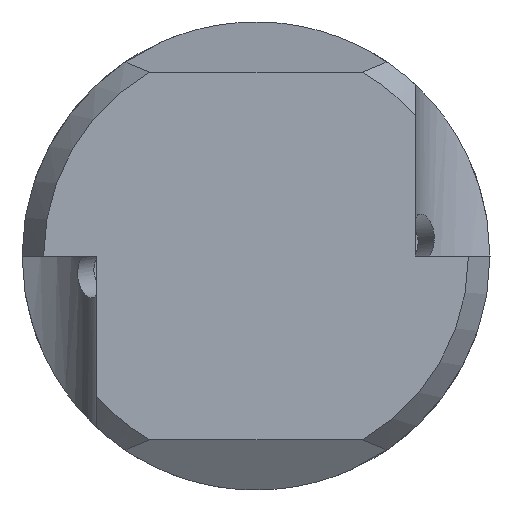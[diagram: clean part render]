
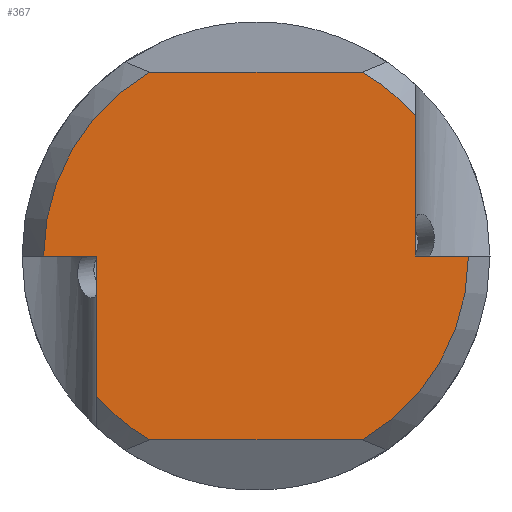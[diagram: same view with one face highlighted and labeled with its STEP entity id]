
A CAD part, left-side view. The second image highlights one B-rep face of the part: STEP entity #367.
In plain terms, the highlighted planar face has unit normal (-1, 0, 0).
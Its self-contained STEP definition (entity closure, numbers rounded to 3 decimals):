
#347=PLANE('',#778);
#367=ADVANCED_FACE('',(#408),#347,.F.);
#408=FACE_OUTER_BOUND('',#424,.T.);
#424=EDGE_LOOP('',(#535,#536,#537,#538,#539,#540,#541,#542,#543,#544));
#467=LINE('',#1041,#485);
#468=LINE('',#1045,#486);
#469=LINE('',#1047,#487);
#470=LINE('',#1051,#488);
#471=LINE('',#1055,#489);
#472=LINE('',#1057,#490);
#485=VECTOR('',#845,1.);
#486=VECTOR('',#848,1.);
#487=VECTOR('',#849,1.);
#488=VECTOR('',#852,1.);
#489=VECTOR('',#855,1.);
#490=VECTOR('',#856,1.);
#504=CIRCLE('',#773,11.345);
#505=CIRCLE('',#775,11.345);
#506=CIRCLE('',#776,11.345);
#507=CIRCLE('',#777,11.345);
#535=ORIENTED_EDGE('',*,*,#702,.T.);
#536=ORIENTED_EDGE('',*,*,#704,.F.);
#537=ORIENTED_EDGE('',*,*,#705,.T.);
#538=ORIENTED_EDGE('',*,*,#706,.F.);
#539=ORIENTED_EDGE('',*,*,#707,.F.);
#540=ORIENTED_EDGE('',*,*,#708,.T.);
#541=ORIENTED_EDGE('',*,*,#709,.F.);
#542=ORIENTED_EDGE('',*,*,#710,.T.);
#543=ORIENTED_EDGE('',*,*,#711,.F.);
#544=ORIENTED_EDGE('',*,*,#712,.F.);
#655=VERTEX_POINT('',#1033);
#656=VERTEX_POINT('',#1035);
#657=VERTEX_POINT('',#1042);
#658=VERTEX_POINT('',#1044);
#659=VERTEX_POINT('',#1046);
#660=VERTEX_POINT('',#1048);
#661=VERTEX_POINT('',#1050);
#662=VERTEX_POINT('',#1052);
#663=VERTEX_POINT('',#1054);
#664=VERTEX_POINT('',#1056);
#702=EDGE_CURVE('',#656,#655,#504,.T.);
#704=EDGE_CURVE('',#657,#655,#467,.T.);
#705=EDGE_CURVE('',#657,#658,#505,.T.);
#706=EDGE_CURVE('',#659,#658,#468,.T.);
#707=EDGE_CURVE('',#660,#659,#469,.T.);
#708=EDGE_CURVE('',#660,#661,#506,.T.);
#709=EDGE_CURVE('',#662,#661,#470,.T.);
#710=EDGE_CURVE('',#662,#663,#507,.T.);
#711=EDGE_CURVE('',#664,#663,#471,.T.);
#712=EDGE_CURVE('',#656,#664,#472,.T.);
#773=AXIS2_PLACEMENT_3D('',#1034,#841,#842);
#775=AXIS2_PLACEMENT_3D('',#1043,#846,#847);
#776=AXIS2_PLACEMENT_3D('',#1049,#850,#851);
#777=AXIS2_PLACEMENT_3D('',#1053,#853,#854);
#778=AXIS2_PLACEMENT_3D('',#1058,#857,#858);
#841=DIRECTION('',(-1.,0.,0.));
#842=DIRECTION('',(0.,0.,1.));
#845=DIRECTION('',(0.,1.,0.));
#846=DIRECTION('',(-1.,0.,0.));
#847=DIRECTION('',(0.,0.,1.));
#848=DIRECTION('',(0.,-1.,0.));
#849=DIRECTION('',(0.,0.,-1.));
#850=DIRECTION('',(-1.,0.,0.));
#851=DIRECTION('',(0.,0.,1.));
#852=DIRECTION('',(0.,-1.,0.));
#853=DIRECTION('',(-1.,0.,0.));
#854=DIRECTION('',(0.,0.,1.));
#855=DIRECTION('',(0.,1.,0.));
#856=DIRECTION('',(0.,0.,1.));
#857=DIRECTION('',(1.,0.,0.));
#858=DIRECTION('',(0.,0.,-1.));
#1033=CARTESIAN_POINT('',(0.,5.681,-9.821));
#1034=CARTESIAN_POINT('',(0.,0.,0.));
#1035=CARTESIAN_POINT('',(0.,8.5,-7.514));
#1041=CARTESIAN_POINT('',(0.,-287.154,-9.821));
#1042=CARTESIAN_POINT('',(0.,-5.681,-9.821));
#1043=CARTESIAN_POINT('',(0.,0.,0.));
#1044=CARTESIAN_POINT('',(0.,-11.345,0.));
#1045=CARTESIAN_POINT('',(0.,-8.5,0.));
#1046=CARTESIAN_POINT('',(0.,-8.5,0.));
#1047=CARTESIAN_POINT('',(0.,-8.5,10.));
#1048=CARTESIAN_POINT('',(0.,-8.5,7.514));
#1049=CARTESIAN_POINT('',(0.,0.,0.));
#1050=CARTESIAN_POINT('',(0.,-5.681,9.821));
#1051=CARTESIAN_POINT('',(0.,287.154,9.821));
#1052=CARTESIAN_POINT('',(0.,5.681,9.821));
#1053=CARTESIAN_POINT('',(0.,0.,0.));
#1054=CARTESIAN_POINT('',(0.,11.345,0.));
#1055=CARTESIAN_POINT('',(0.,8.5,0.));
#1056=CARTESIAN_POINT('',(0.,8.5,0.));
#1057=CARTESIAN_POINT('',(0.,8.5,-10.));
#1058=CARTESIAN_POINT('',(0.,2.55,0.));
